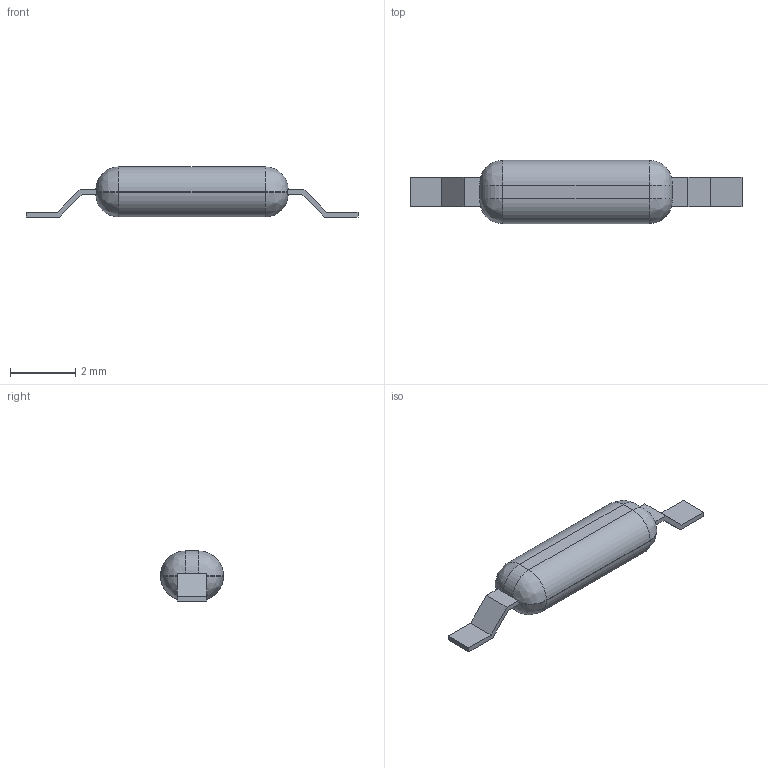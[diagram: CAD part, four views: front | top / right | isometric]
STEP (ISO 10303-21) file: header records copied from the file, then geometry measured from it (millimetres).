
FILE_DESCRIPTION( ( 'Unknown' ), '1' );
FILE_NAME( 'SW_SPST_REED_UM2325_1.9x5.9mm.step', 'Unknown', ( 'Unknown' ), ( 'Unknown' ), 'PSStep 15.0.49', 'Unknown', ' ' );
FILE_SCHEMA( ( 'AUTOMOTIVE_DESIGN { 1 0 10303 214 1 1 1 1 }' ) );
Length unit declared in the file: millimetre
Products named in the file (1): 1
Bounding box: 10.16 x 1.93 x 1.53 mm (x, y, z)
Volume: 14.1 mm3; surface area: 44.3 mm2
Topology: 1 solids, 1 shells, 42 faces, 104 edges, 64 vertices
Faces by surface type: plane 22, cylinder 12, bspline 8
Entity records: 1712 total; most frequent: CARTESIAN_POINT 411, ORIENTED_EDGE 208, DIRECTION 182, EDGE_CURVE 104, VERTEX_POINT 64, LINE 64, VECTOR 64, AXIS2_PLACEMENT_3D 59
